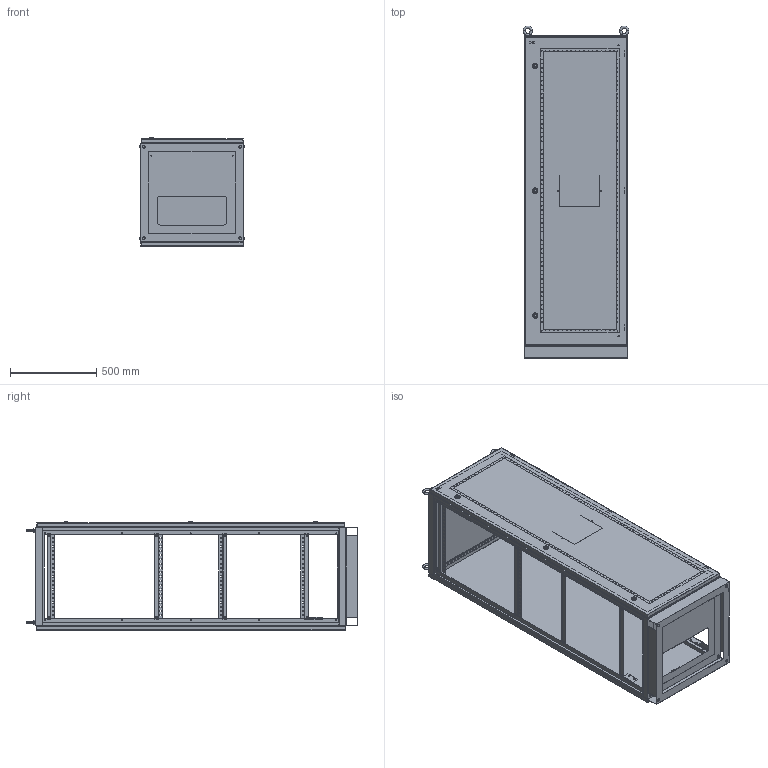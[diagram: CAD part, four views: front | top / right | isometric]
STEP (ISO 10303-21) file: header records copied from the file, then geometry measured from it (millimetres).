
FILE_DESCRIPTION (( 'STEP AP214' ), '1' );
FILE_NAME ('YKM1-C3-1866-31 Øêàô íàïîëüíûé öåëüíîñâàðíîé ÂÐÓ-1 18.60.60 IP31 TITAN.STEP', '2016-09-22T07:23:34', ( 'user' ), ( '' ), 'SwSTEP 2.0', 'SolidWorks 2014', '' );
FILE_SCHEMA (( 'AUTOMOTIVE_DESIGN' ));
Length unit declared in the file: millimetre
Products named in the file (5): Öîêîëü äëÿ ÂÐÓ 600õ600; Ñòåíêà çàäíÿÿ äëÿ ÂÐÓ-õ 1800õ600 IP31; Äâåðü äëÿ ÂÐÓ-1 1800õ600 IP31; Îáîëî÷êà ÂÐÓ-1 1800õ600õ600 IP31; YKM1-C3-1866-31 Øêàô íàïîëüíûé öåëüíîñâàðíîé ÂÐÓ-1 18.60.60 IP31 TITAN
Assembly tree (4 placements, depth 2):
  YKM1-C3-1866-31 Øêàô íàïîëüíûé öåëüíîñâàðíîé ÂÐÓ-1 18.60.60 IP31 TITAN
    Îáîëî÷êà ÂÐÓ-1 1800õ600õ600 IP31
    Äâåðü äëÿ ÂÐÓ-1 1800õ600 IP31
    Ñòåíêà çàäíÿÿ äëÿ ÂÐÓ-õ 1800õ600 IP31
    Öîêîëü äëÿ ÂÐÓ 600õ600
Bounding box: 614 x 1926 x 627.5 mm (x, y, z)
Volume: 8022430.9 mm3; surface area: 9542322 mm2
Topology: 26 solids, 26 shells, 2750 faces, 7190 edges, 4698 vertices
Faces by surface type: plane 1832, cylinder 722, cone 142, bspline 24, torus 22, sphere 8
Entity records: 87266 total; most frequent: CARTESIAN_POINT 16697, ORIENTED_EDGE 14380, DIRECTION 13944, EDGE_CURVE 7190, VECTOR 5190, LINE 5190, VERTEX_POINT 4698, AXIS2_PLACEMENT_3D 4377
